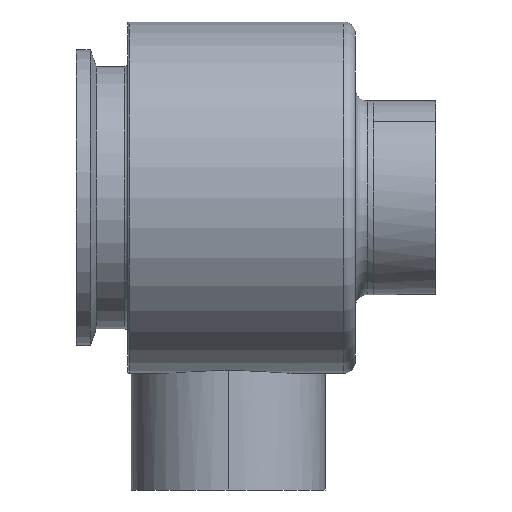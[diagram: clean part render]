
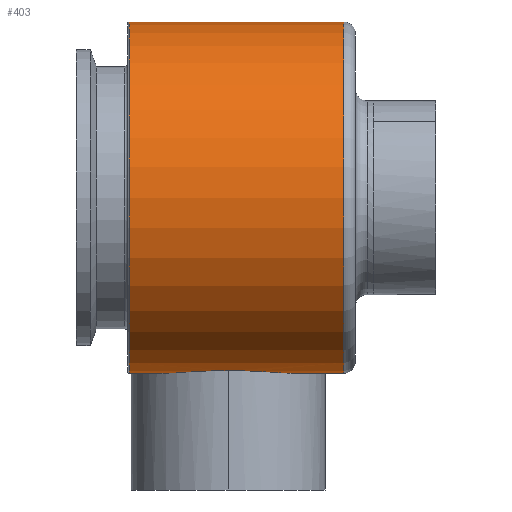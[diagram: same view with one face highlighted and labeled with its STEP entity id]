
A CAD part, left-side view. The second image highlights one B-rep face of the part: STEP entity #403.
In plain terms, the highlighted cylindrical face has radius 46.025 mm (diameter 92.05 mm), a partial arc.
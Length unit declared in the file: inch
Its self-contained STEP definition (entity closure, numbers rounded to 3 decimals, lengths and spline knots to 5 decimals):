
#8 = CARTESIAN_POINT ( 'NONE',  ( -0.09556, 0.6376, -1.80951 ) ) ;
#9 = EDGE_CURVE ( 'NONE', #507, #423, #88, .T. ) ;
#12 = CARTESIAN_POINT ( 'NONE',  ( -0.32136, 0.08699, -1.78328 ) ) ;
#25 = DIRECTION ( 'NONE',  ( 0., 1., 0. ) ) ;
#30 = CARTESIAN_POINT ( 'NONE',  ( 0., 1.02, 0. ) ) ;
#42 = CARTESIAN_POINT ( 'NONE',  ( -0.325, -0.06988, -1.78262 ) ) ;
#46 = CARTESIAN_POINT ( 'NONE',  ( -0.31776, -0.13849, -1.78398 ) ) ;
#48 = CARTESIAN_POINT ( 'NONE',  ( 0., -0.73782, -1.812 ) ) ;
#75 = AXIS2_PLACEMENT_3D ( 'NONE', #30, #802, #728 ) ;
#77 = FACE_OUTER_BOUND ( 'NONE', #133, .T. ) ;
#81 = AXIS2_PLACEMENT_3D ( 'NONE', #769, #320, #846 ) ;
#85 = CARTESIAN_POINT ( 'NONE',  ( -0.1277, 0.59664, -1.80752 ) ) ;
#86 = CARTESIAN_POINT ( 'NONE',  ( -0.32454, 0.03492, -1.7827 ) ) ;
#88 = CIRCLE ( 'NONE', #75, 1.812 ) ;
#97 = DIRECTION ( 'NONE',  ( 0., 1., 0. ) ) ;
#98 = CARTESIAN_POINT ( 'NONE',  ( 0., 2.3, -1.812 ) ) ;
#117 = CARTESIAN_POINT ( 'NONE',  ( -0.325, 0., -1.78262 ) ) ;
#119 = CARTESIAN_POINT ( 'NONE',  ( -0.28764, -0.27301, -1.78906 ) ) ;
#129 = ORIENTED_EDGE ( 'NONE', *, *, #196, .T. ) ;
#131 = ORIENTED_EDGE ( 'NONE', *, *, #9, .F. ) ;
#133 = EDGE_LOOP ( 'NONE', ( #478, #540, #795, #131, #314, #129, #431 ) ) ;
#143 = VERTEX_POINT ( 'NONE', #285 ) ;
#150 = CARTESIAN_POINT ( 'NONE',  ( -0.21212, 0.46672, -1.79976 ) ) ;
#154 = CARTESIAN_POINT ( 'NONE',  ( -0.325, 0., -1.78262 ) ) ;
#160 = CARTESIAN_POINT ( 'NONE',  ( 0., 2.3, -1.812 ) ) ;
#178 = DIRECTION ( 'NONE',  ( 0., 1., 0. ) ) ;
#181 = CARTESIAN_POINT ( 'NONE',  ( 0., 0.73782, -1.812 ) ) ;
#184 = CARTESIAN_POINT ( 'NONE',  ( -0.2659, -0.33914, -1.7924 ) ) ;
#196 = EDGE_CURVE ( 'NONE', #412, #143, #862, .T. ) ;
#200 = CARTESIAN_POINT ( 'NONE',  ( 0., -1.193, -1.812 ) ) ;
#223 = CARTESIAN_POINT ( 'NONE',  ( -0.25368, 0.3713, -1.79417 ) ) ;
#239 = CARTESIAN_POINT ( 'NONE',  ( 0., -1.193, 1.812 ) ) ;
#261 = CARTESIAN_POINT ( 'NONE',  ( -0.24698, -0.38763, -1.7951 ) ) ;
#279 = EDGE_CURVE ( 'NONE', #930, #915, #381, .T. ) ;
#285 = CARTESIAN_POINT ( 'NONE',  ( -0.325, 0., -1.78262 ) ) ;
#297 = CARTESIAN_POINT ( 'NONE',  ( -0.27174, 0.32245, -1.79152 ) ) ;
#314 = ORIENTED_EDGE ( 'NONE', *, *, #714, .F. ) ;
#320 = DIRECTION ( 'NONE',  ( 0., 1., 0. ) ) ;
#326 = CARTESIAN_POINT ( 'NONE',  ( 0., 2.3, 0. ) ) ;
#330 = CARTESIAN_POINT ( 'NONE',  ( -0.17808, -0.52637, -1.80368 ) ) ;
#354 = CIRCLE ( 'NONE', #81, 1.812 ) ;
#355 = LINE ( 'NONE', #98, #470 ) ;
#371 = CARTESIAN_POINT ( 'NONE',  ( -0.29642, 0.23986, -1.78761 ) ) ;
#381 = LINE ( 'NONE', #160, #592 ) ;
#400 = DIRECTION ( 'NONE',  ( 0., 0., 1. ) ) ;
#403 = ADVANCED_FACE ( 'NONE', ( #77 ), #735, .T. ) ;
#411 = CARTESIAN_POINT ( 'NONE',  ( -0.0956, -0.63826, -1.80962 ) ) ;
#412 = VERTEX_POINT ( 'NONE', #181 ) ;
#423 = VERTEX_POINT ( 'NONE', #703 ) ;
#431 = ORIENTED_EDGE ( 'NONE', *, *, #436, .T. ) ;
#436 = EDGE_CURVE ( 'NONE', #143, #915, #543, .T. ) ;
#445 = CARTESIAN_POINT ( 'NONE',  ( -0.08431, 0.65097, -1.81007 ) ) ;
#448 = CARTESIAN_POINT ( 'NONE',  ( -0.31595, 0.13858, -1.78424 ) ) ;
#470 = VECTOR ( 'NONE', #25, 39.37008 ) ;
#478 = ORIENTED_EDGE ( 'NONE', *, *, #279, .F. ) ;
#489 = DIRECTION ( 'NONE',  ( 0., 1., 0. ) ) ;
#497 = CARTESIAN_POINT ( 'NONE',  ( -0.02539, -0.71459, -1.812 ) ) ;
#507 = VERTEX_POINT ( 'NONE', #791 ) ;
#527 = CARTESIAN_POINT ( 'NONE',  ( -0.11725, 0.61045, -1.80824 ) ) ;
#532 = CARTESIAN_POINT ( 'NONE',  ( -0.32272, 0.0697, -1.78303 ) ) ;
#540 = ORIENTED_EDGE ( 'NONE', *, *, #786, .T. ) ;
#543 = B_SPLINE_CURVE_WITH_KNOTS ( 'NONE', 3,
 ( #117, #42, #46, #563, #119, #638, #184, #706, #261, #785, #330, #861, #411, #926, #497, #48 ),
 .UNSPECIFIED., .F., .F.,
 ( 4, 2, 2, 2, 2, 2, 2, 4 ),
 ( 0., 0.00525, 0.00787, 0.00918, 0.0105, 0.01574, 0.01837, 0.02099 ),
 .UNSPECIFIED. ) ;
#563 = CARTESIAN_POINT ( 'NONE',  ( -0.29648, -0.23961, -1.78759 ) ) ;
#572 = CARTESIAN_POINT ( 'NONE',  ( 0., -0.73782, -1.812 ) ) ;
#592 = VECTOR ( 'NONE', #97, 39.37008 ) ;
#596 = CARTESIAN_POINT ( 'NONE',  ( 0., 0.73782, -1.812 ) ) ;
#599 = CARTESIAN_POINT ( 'NONE',  ( -0.178, 0.52646, -1.80369 ) ) ;
#601 = CARTESIAN_POINT ( 'NONE',  ( -0.325, 0.01739, -1.78262 ) ) ;
#629 = CARTESIAN_POINT ( 'NONE',  ( 0., 2.3, 1.812 ) ) ;
#638 = CARTESIAN_POINT ( 'NONE',  ( -0.27168, -0.32264, -1.79153 ) ) ;
#671 = CARTESIAN_POINT ( 'NONE',  ( -0.24706, 0.38743, -1.79509 ) ) ;
#687 = LINE ( 'NONE', #629, #841 ) ;
#703 = CARTESIAN_POINT ( 'NONE',  ( 0., 1.02, 1.812 ) ) ;
#706 = CARTESIAN_POINT ( 'NONE',  ( -0.25355, -0.37161, -1.79418 ) ) ;
#714 = EDGE_CURVE ( 'NONE', #412, #507, #355, .T. ) ;
#723 = VERTEX_POINT ( 'NONE', #239 ) ;
#728 = DIRECTION ( 'NONE',  ( 0., 0., 1. ) ) ;
#735 = CYLINDRICAL_SURFACE ( 'NONE', #927, 1.812 ) ;
#747 = CARTESIAN_POINT ( 'NONE',  ( -0.26602, 0.3388, -1.79238 ) ) ;
#769 = CARTESIAN_POINT ( 'NONE',  ( 0., -1.193, 0. ) ) ;
#785 = CARTESIAN_POINT ( 'NONE',  ( -0.21215, -0.46661, -1.79976 ) ) ;
#786 = EDGE_CURVE ( 'NONE', #930, #723, #354, .T. ) ;
#791 = CARTESIAN_POINT ( 'NONE',  ( 0., 1.02, -1.812 ) ) ;
#795 = ORIENTED_EDGE ( 'NONE', *, *, #868, .T. ) ;
#802 = DIRECTION ( 'NONE',  ( 0., 1., 0. ) ) ;
#819 = CARTESIAN_POINT ( 'NONE',  ( -0.02544, 0.71455, -1.812 ) ) ;
#823 = CARTESIAN_POINT ( 'NONE',  ( -0.2876, 0.27312, -1.78906 ) ) ;
#841 = VECTOR ( 'NONE', #178, 39.37008 ) ;
#846 = DIRECTION ( 'NONE',  ( 0., 0., 1. ) ) ;
#861 = CARTESIAN_POINT ( 'NONE',  ( -0.11749, -0.61086, -1.8083 ) ) ;
#862 = B_SPLINE_CURVE_WITH_KNOTS ( 'NONE', 3,
 ( #596, #819, #894, #445, #8, #527, #85, #599, #150, #671, #223, #747, #297, #823, #371, #897, #448, #12, #532, #86, #601, #154 ),
 .UNSPECIFIED., .F., .F.,
 ( 4, 2, 2, 2, 2, 2, 2, 2, 2, 2, 4 ),
 ( 0.15408, 0.15669, 0.15799, 0.1593, 0.16453, 0.16583, 0.16714, 0.16975, 0.17236, 0.17367, 0.17498 ),
 .UNSPECIFIED. ) ;
#868 = EDGE_CURVE ( 'NONE', #723, #423, #687, .T. ) ;
#894 = CARTESIAN_POINT ( 'NONE',  ( -0.0497, 0.68994, -1.81147 ) ) ;
#897 = CARTESIAN_POINT ( 'NONE',  ( -0.31059, 0.17259, -1.7852 ) ) ;
#915 = VERTEX_POINT ( 'NONE', #572 ) ;
#926 = CARTESIAN_POINT ( 'NONE',  ( -0.04959, -0.69004, -1.81147 ) ) ;
#927 = AXIS2_PLACEMENT_3D ( 'NONE', #326, #489, #400 ) ;
#930 = VERTEX_POINT ( 'NONE', #200 ) ;
